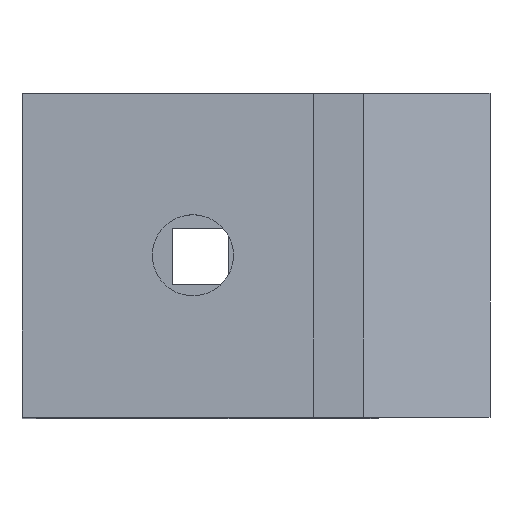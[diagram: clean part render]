
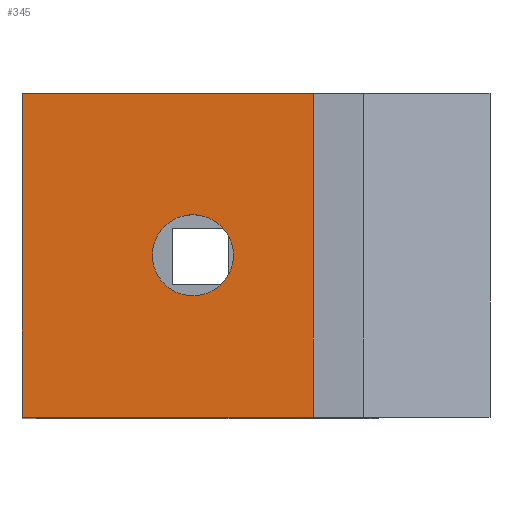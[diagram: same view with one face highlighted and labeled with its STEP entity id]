
A CAD part, top view. The second image highlights one B-rep face of the part: STEP entity #345.
In plain terms, the highlighted planar face has unit normal (0, 0, 1).
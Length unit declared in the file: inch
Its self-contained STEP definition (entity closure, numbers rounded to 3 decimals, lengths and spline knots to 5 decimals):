
#255=EDGE_CURVE('',#647,#644,#648,.T.);
#345=ADVANCED_FACE('',(#787,#788),#789,.T.);
#437=EDGE_CURVE('',#644,#884,#912,.T.);
#519=EDGE_CURVE('',#694,#884,#1012,.T.);
#531=EDGE_CURVE('',#694,#647,#1026,.T.);
#644=VERTEX_POINT('',#1163);
#647=VERTEX_POINT('',#1168);
#648=LINE('',#1169,#1170);
#694=VERTEX_POINT('',#1232);
#787=FACE_OUTER_BOUND('',#1364,.T.);
#788=FACE_BOUND('',#1365,.T.);
#789=PLANE('',#1366);
#884=VERTEX_POINT('',#1518);
#912=LINE('',#1568,#1569);
#1012=LINE('',#1733,#1734);
#1026=LINE('',#1755,#1756);
#1163=CARTESIAN_POINT('',(1.6547,1.625,4.24967));
#1168=CARTESIAN_POINT('',(1.6547,0.,4.24967));
#1169=CARTESIAN_POINT('',(1.6547,0.,4.24967));
#1170=VECTOR('',#1876,1.);
#1232=CARTESIAN_POINT('',(0.,0.,4.24967));
#1364=EDGE_LOOP('',(#2058,#2059,#2060,#2061));
#1365=EDGE_LOOP('',(#2062,#2063,#2064,#2065));
#1366=AXIS2_PLACEMENT_3D('',#2066,#2067,#2068);
#1518=CARTESIAN_POINT('',(0.,1.625,4.24967));
#1568=CARTESIAN_POINT('',(1.6547,1.625,4.24967));
#1569=VECTOR('',#2167,1.);
#1733=CARTESIAN_POINT('',(0.,0.,4.24967));
#1734=VECTOR('',#2305,1.);
#1755=CARTESIAN_POINT('',(1.6547,0.,4.24967));
#1756=VECTOR('',#2337,1.);
#1876=DIRECTION('',(0.0,1.0,0.0));
#2058=ORIENTED_EDGE('',*,*,#437,.T.);
#2059=ORIENTED_EDGE('',*,*,#519,.F.);
#2060=ORIENTED_EDGE('',*,*,#531,.T.);
#2061=ORIENTED_EDGE('',*,*,#255,.T.);
#2062=ORIENTED_EDGE('',*,*,#2425,.T.);
#2063=ORIENTED_EDGE('',*,*,#2419,.T.);
#2064=ORIENTED_EDGE('',*,*,#2426,.T.);
#2065=ORIENTED_EDGE('',*,*,#2427,.T.);
#2066=CARTESIAN_POINT('',(0.82735,0.,4.24967));
#2067=DIRECTION('',(0.0,0.0,1.0));
#2068=DIRECTION('',(1.0,0.0,0.0));
#2167=DIRECTION('',(-1.0,0.0,0.0));
#2305=DIRECTION('',(0.0,1.0,0.0));
#2337=DIRECTION('',(1.0,0.0,0.0));
#2419=EDGE_CURVE('',#2486,#2487,#2488,.T.);
#2425=EDGE_CURVE('',#2496,#2486,#2497,.T.);
#2426=EDGE_CURVE('',#2487,#2498,#2499,.T.);
#2427=EDGE_CURVE('',#2498,#2496,#2500,.T.);
#2486=VERTEX_POINT('',#2561);
#2487=VERTEX_POINT('',#2562);
#2488=B_SPLINE_CURVE_WITH_KNOTS('',3,(#2563,#2564,#2565,#2566),.UNSPECIFIED.,.F.,.F.,(4,4),(0.0,1.0),.UNSPECIFIED.);
#2496=VERTEX_POINT('',#2579);
#2497=B_SPLINE_CURVE_WITH_KNOTS('',3,(#2580,#2581,#2582,#2583),.UNSPECIFIED.,.F.,.F.,(4,4),(0.0,1.0),.UNSPECIFIED.);
#2498=VERTEX_POINT('',#2584);
#2499=B_SPLINE_CURVE_WITH_KNOTS('',3,(#2585,#2586,#2587,#2588),.UNSPECIFIED.,.F.,.F.,(4,4),(0.0,1.0),.UNSPECIFIED.);
#2500=B_SPLINE_CURVE_WITH_KNOTS('',3,(#2589,#2590,#2591,#2592),.UNSPECIFIED.,.F.,.F.,(4,4),(0.0,1.0),.UNSPECIFIED.);
#2561=CARTESIAN_POINT('',(0.85717,1.01563,4.24967));
#2562=CARTESIAN_POINT('',(1.0603,0.8125,4.24967));
#2563=CARTESIAN_POINT('',(0.85717,1.01563,4.24967));
#2564=CARTESIAN_POINT('',(0.96935,1.01563,4.24967));
#2565=CARTESIAN_POINT('',(1.0603,0.92468,4.24967));
#2566=CARTESIAN_POINT('',(1.0603,0.8125,4.24967));
#2579=CARTESIAN_POINT('',(0.65405,0.8125,4.24967));
#2580=CARTESIAN_POINT('',(0.65405,0.8125,4.24967));
#2581=CARTESIAN_POINT('',(0.65405,0.92468,4.24967));
#2582=CARTESIAN_POINT('',(0.74499,1.01563,4.24967));
#2583=CARTESIAN_POINT('',(0.85717,1.01563,4.24967));
#2584=CARTESIAN_POINT('',(0.85717,0.60938,4.24967));
#2585=CARTESIAN_POINT('',(1.0603,0.8125,4.24967));
#2586=CARTESIAN_POINT('',(1.0603,0.70031,4.24967));
#2587=CARTESIAN_POINT('',(0.96935,0.60938,4.24967));
#2588=CARTESIAN_POINT('',(0.85717,0.60938,4.24967));
#2589=CARTESIAN_POINT('',(0.85717,0.60938,4.24967));
#2590=CARTESIAN_POINT('',(0.74499,0.60938,4.24967));
#2591=CARTESIAN_POINT('',(0.65405,0.70031,4.24967));
#2592=CARTESIAN_POINT('',(0.65405,0.8125,4.24967));
